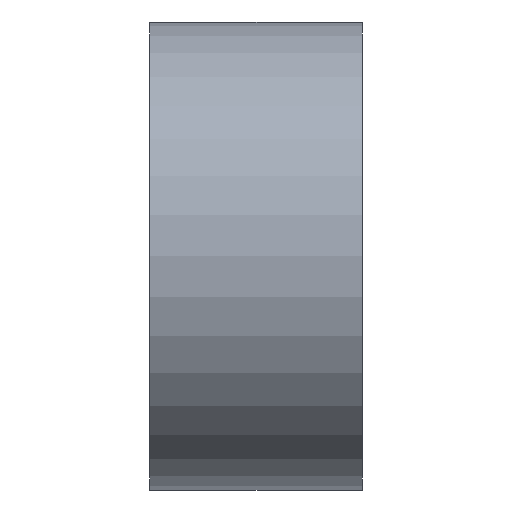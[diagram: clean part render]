
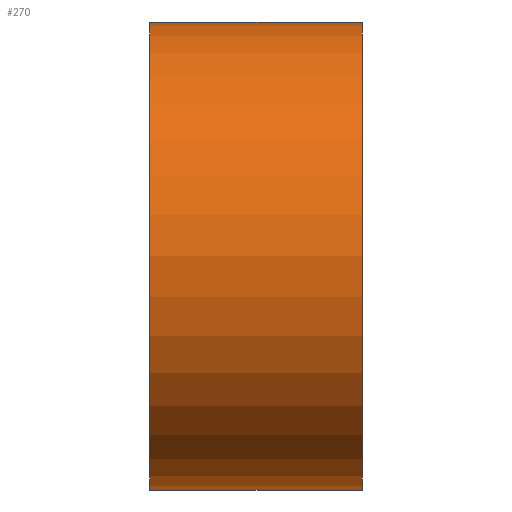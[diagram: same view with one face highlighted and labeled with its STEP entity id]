
A CAD part, left-side view. The second image highlights one B-rep face of the part: STEP entity #270.
In plain terms, the highlighted cylindrical face has radius 5.5 mm (diameter 11 mm), a full revolution.
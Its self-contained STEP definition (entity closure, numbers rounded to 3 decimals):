
#60=FACE_OUTER_BOUND('',#88,.T.);
#88=EDGE_LOOP('',(#235,#236,#237,#238));
#102=LINE('',#490,#112);
#112=VECTOR('',#416,5.5);
#131=CIRCLE('',#327,5.5);
#132=CIRCLE('',#328,5.5);
#151=VERTEX_POINT('',#487);
#152=VERTEX_POINT('',#489);
#180=EDGE_CURVE('',#151,#151,#131,.T.);
#181=EDGE_CURVE('',#151,#152,#102,.T.);
#182=EDGE_CURVE('',#152,#152,#132,.T.);
#235=ORIENTED_EDGE('',*,*,#180,.F.);
#236=ORIENTED_EDGE('',*,*,#181,.T.);
#237=ORIENTED_EDGE('',*,*,#182,.T.);
#238=ORIENTED_EDGE('',*,*,#181,.F.);
#252=CYLINDRICAL_SURFACE('',#326,5.5);
#270=ADVANCED_FACE('',(#60),#252,.T.);
#326=AXIS2_PLACEMENT_3D('',#486,#412,#413);
#327=AXIS2_PLACEMENT_3D('',#488,#414,#415);
#328=AXIS2_PLACEMENT_3D('',#491,#417,#418);
#412=DIRECTION('center_axis',(0.,1.,0.));
#413=DIRECTION('ref_axis',(1.,0.,0.));
#414=DIRECTION('center_axis',(0.,1.,0.));
#415=DIRECTION('ref_axis',(1.,0.,0.));
#416=DIRECTION('',(0.,-1.,0.));
#417=DIRECTION('center_axis',(0.,1.,0.));
#418=DIRECTION('ref_axis',(1.,0.,0.));
#486=CARTESIAN_POINT('Origin',(-70.104,0.,9.391));
#487=CARTESIAN_POINT('',(-75.604,5.,9.391));
#488=CARTESIAN_POINT('Origin',(-70.104,5.,9.391));
#489=CARTESIAN_POINT('',(-75.604,0.,9.391));
#490=CARTESIAN_POINT('',(-75.604,0.,9.391));
#491=CARTESIAN_POINT('Origin',(-70.104,0.,9.391));
